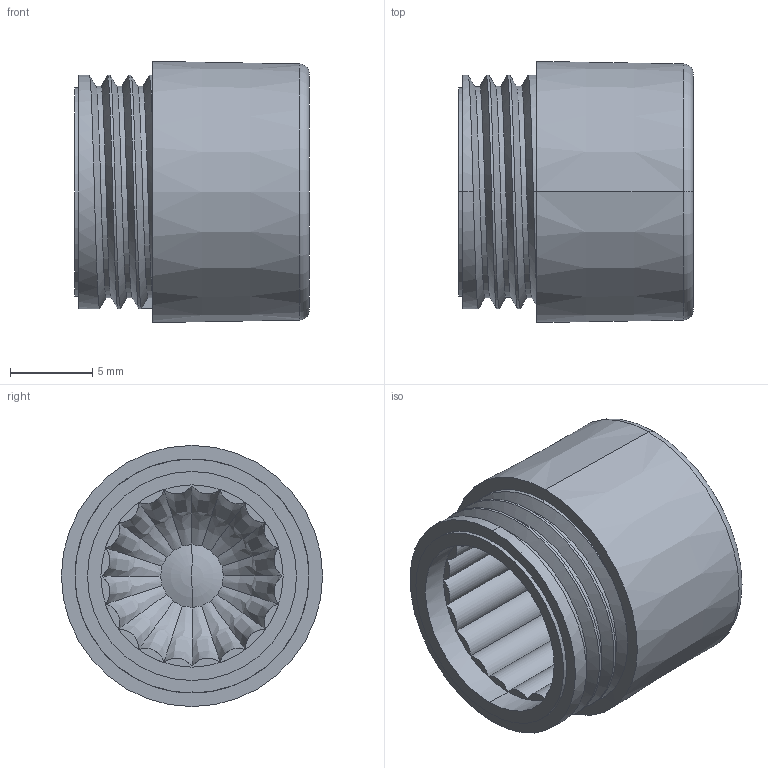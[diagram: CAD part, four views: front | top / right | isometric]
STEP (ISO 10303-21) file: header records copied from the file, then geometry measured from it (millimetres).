
FILE_DESCRIPTION (( 'STEP AP203' ), '1' );
FILE_NAME ('25P-626x.STEP', '2016-12-24T00:10:02', ( '' ), ( '' ), 'SwSTEP 2.0', 'SolidWorks 2016', '' );
FILE_SCHEMA (( 'CONFIG_CONTROL_DESIGN' ));
Length unit declared in the file: inch
Products named in the file (1): 25P-626x
Bounding box: 14.27 x 15.88 x 15.88 mm (x, y, z)
Volume: 1667.4 mm3; surface area: 1508.6 mm2
Topology: 1 solids, 1 shells, 112 faces, 272 edges, 163 vertices
Faces by surface type: cylinder 34, plane 26, bspline 24, sphere 22, torus 4, cone 2
Entity records: 5092 total; most frequent: CARTESIAN_POINT 2813, ORIENTED_EDGE 540, DIRECTION 348, EDGE_CURVE 270, VERTEX_POINT 163, AXIS2_PLACEMENT_3D 154, B_SPLINE_CURVE_WITH_KNOTS 146, EDGE_LOOP 115
